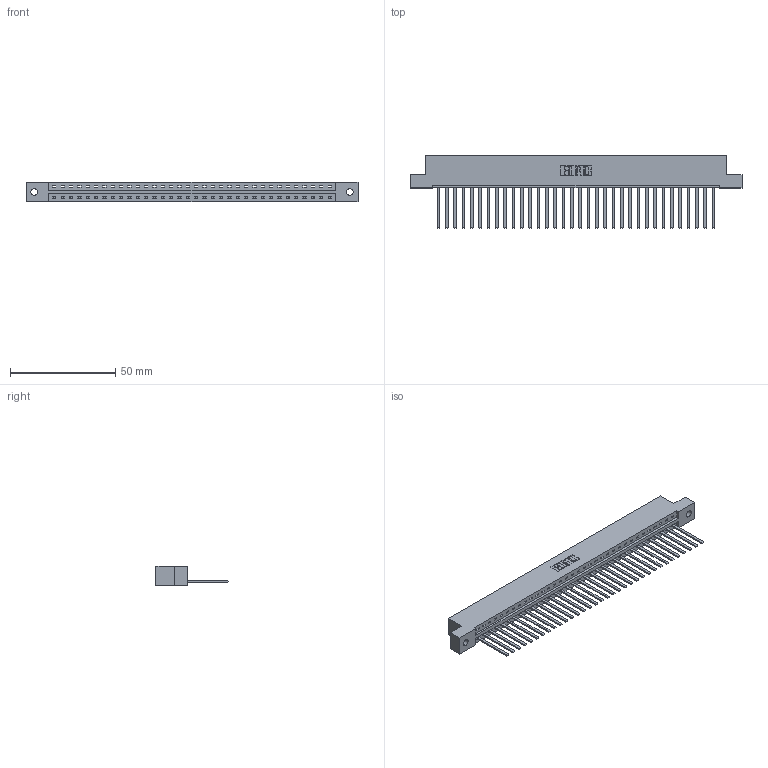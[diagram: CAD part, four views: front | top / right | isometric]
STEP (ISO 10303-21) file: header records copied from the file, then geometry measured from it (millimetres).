
FILE_DESCRIPTION (( 'STEP AP203' ), '1' );
FILE_NAME ('387-034-544-102.STEP', '2018-09-18T14:14:15', ( '' ), ( '' ), 'SwSTEP 2.0', 'SolidWorks 2016', '' );
FILE_SCHEMA (( 'CONFIG_CONTROL_DESIGN' ));
Length unit declared in the file: inch
Products named in the file (3): 337 Part_Flush Mounting Lugs - 0.128 Dia; 345-292-001_345-293-144; 387-034-544-102
Assembly tree (35 placements, depth 2):
  387-034-544-102
    337 Part_Flush Mounting Lugs - 0.128 Dia
    345-292-001_345-293-144  x34
Bounding box: 157.73 x 34.3 x 9.4 mm (x, y, z)
Volume: 16650.8 mm3; surface area: 18187.2 mm2
Topology: 35 solids, 35 shells, 2018 faces, 6091 edges, 4014 vertices
Faces by surface type: plane 1498, cylinder 520
Entity records: 26127 total; most frequent: CARTESIAN_POINT 4556, ORIENTED_EDGE 4526, DIRECTION 3847, EDGE_CURVE 2263, LINE 2139, VECTOR 2139, VERTEX_POINT 1506, AXIS2_PLACEMENT_3D 854
